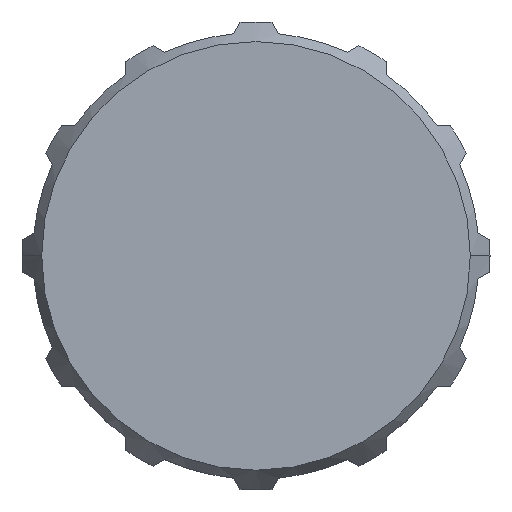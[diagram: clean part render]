
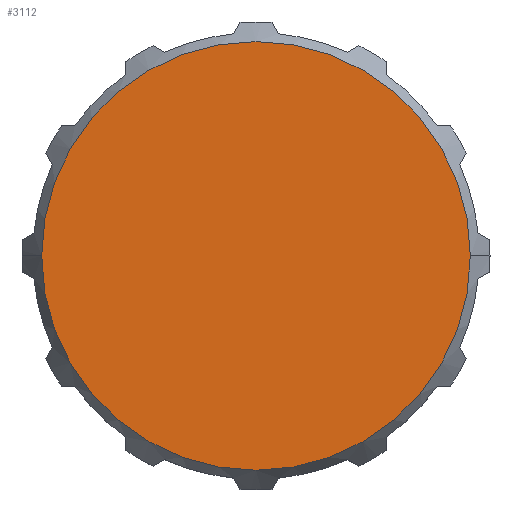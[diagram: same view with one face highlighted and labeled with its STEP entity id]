
A CAD part, top view. The second image highlights one B-rep face of the part: STEP entity #3112.
In plain terms, the highlighted planar face has unit normal (0, 0, 1).
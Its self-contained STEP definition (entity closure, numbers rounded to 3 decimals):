
#3014=AXIS2_PLACEMENT_3D('Circle Axis2P3D',#3012,#3013,$) ;
#3069=AXIS2_PLACEMENT_3D('Circle Axis2P3D',#3067,#3068,$) ;
#3106=AXIS2_PLACEMENT_3D('Plane Axis2P3D',#3103,#3104,#3105) ;
#3012=CARTESIAN_POINT('Axis2P3D Location',(13.1,13.1,18.)) ;
#3016=CARTESIAN_POINT('Vertex',(1.1,13.1,18.)) ;
#3018=CARTESIAN_POINT('Vertex',(25.1,13.1,18.)) ;
#3067=CARTESIAN_POINT('Axis2P3D Location',(13.1,13.1,18.)) ;
#3103=CARTESIAN_POINT('Axis2P3D Location',(13.1,13.1,18.)) ;
#3013=DIRECTION('Axis2P3D Direction',(0.,0.,-1.)) ;
#3068=DIRECTION('Axis2P3D Direction',(0.,0.,-1.)) ;
#3104=DIRECTION('Axis2P3D Direction',(0.,0.,1.)) ;
#3105=DIRECTION('Axis2P3D XDirection',(1.,0.,0.)) ;
#3109=ORIENTED_EDGE('',*,*,#3020,.F.) ;
#3110=ORIENTED_EDGE('',*,*,#3071,.F.) ;
#3112=ADVANCED_FACE('Hauptkoerper',(#3111),#3107,.T.) ;
#3015=CIRCLE('generated circle',#3014,12.) ;
#3070=CIRCLE('generated circle',#3069,12.) ;
#3020=EDGE_CURVE('',#3017,#3019,#3015,.T.) ;
#3071=EDGE_CURVE('',#3019,#3017,#3070,.T.) ;
#3108=EDGE_LOOP('',(#3109,#3110)) ;
#3111=FACE_OUTER_BOUND('',#3108,.T.) ;
#3107=PLANE('',#3106) ;
#3017=VERTEX_POINT('',#3016) ;
#3019=VERTEX_POINT('',#3018) ;
